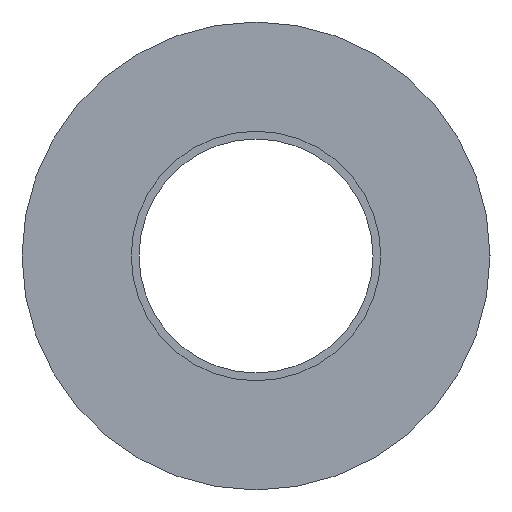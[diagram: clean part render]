
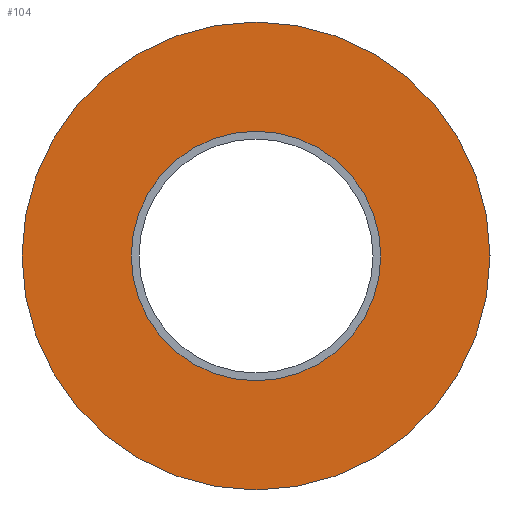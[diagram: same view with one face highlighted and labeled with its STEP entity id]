
A CAD part, left-side view. The second image highlights one B-rep face of the part: STEP entity #104.
In plain terms, the highlighted planar face has unit normal (-1, 0, 0).
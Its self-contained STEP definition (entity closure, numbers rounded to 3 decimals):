
#80 = EDGE_CURVE( '', #142, #132, #180, .T. );
#84 = VERTEX_POINT( '', #184 );
#88 = EDGE_CURVE( '', #134, #84, #188, .T. );
#104 = ADVANCED_FACE( '', ( #208, #209 ), #210, .T. );
#110 = EDGE_CURVE( '', #132, #142, #216, .T. );
#128 = EDGE_CURVE( '', #84, #134, #236, .T. );
#132 = VERTEX_POINT( '', #240 );
#134 = VERTEX_POINT( '', #242 );
#142 = VERTEX_POINT( '', #250 );
#180 = CIRCLE( '', #282, 3. );
#184 = CARTESIAN_POINT( '', ( 0., -1.6, 0. ) );
#188 = CIRCLE( '', #293, 1.6 );
#208 = FACE_BOUND( '', #316, .T. );
#209 = FACE_OUTER_BOUND( '', #317, .T. );
#210 = PLANE( '', #318 );
#216 = CIRCLE( '', #326, 3. );
#236 = CIRCLE( '', #352, 1.6 );
#240 = CARTESIAN_POINT( '', ( 0., -3., 0. ) );
#242 = CARTESIAN_POINT( '', ( 0., 1.6, 0. ) );
#250 = CARTESIAN_POINT( '', ( 0., 3., 0. ) );
#282 = AXIS2_PLACEMENT_3D( '', #408, #409, #410 );
#293 = AXIS2_PLACEMENT_3D( '', #417, #418, #419 );
#316 = EDGE_LOOP( '', ( #441, #442 ) );
#317 = EDGE_LOOP( '', ( #443, #444 ) );
#318 = AXIS2_PLACEMENT_3D( '', #445, #446, #447 );
#326 = AXIS2_PLACEMENT_3D( '', #451, #452, #453 );
#352 = AXIS2_PLACEMENT_3D( '', #475, #476, #477 );
#408 = CARTESIAN_POINT( '', ( 0., 0., 0. ) );
#409 = DIRECTION( '', ( -1., 0., 0. ) );
#410 = DIRECTION( '', ( 0., 1., 0. ) );
#417 = CARTESIAN_POINT( '', ( 0., 0., 0. ) );
#418 = DIRECTION( '', ( -1., 0., 0. ) );
#419 = DIRECTION( '', ( 0., 1., 0. ) );
#441 = ORIENTED_EDGE( '', *, *, #88, .F. );
#442 = ORIENTED_EDGE( '', *, *, #128, .F. );
#443 = ORIENTED_EDGE( '', *, *, #80, .T. );
#444 = ORIENTED_EDGE( '', *, *, #110, .T. );
#445 = CARTESIAN_POINT( '', ( 0., 2.3, 0. ) );
#446 = DIRECTION( '', ( -1., 0., 0. ) );
#447 = DIRECTION( '', ( 0., 1., 0. ) );
#451 = CARTESIAN_POINT( '', ( 0., 0., 0. ) );
#452 = DIRECTION( '', ( -1., 0., 0. ) );
#453 = DIRECTION( '', ( 0., 1., 0. ) );
#475 = CARTESIAN_POINT( '', ( 0., 0., 0. ) );
#476 = DIRECTION( '', ( -1., 0., 0. ) );
#477 = DIRECTION( '', ( 0., 1., 0. ) );
